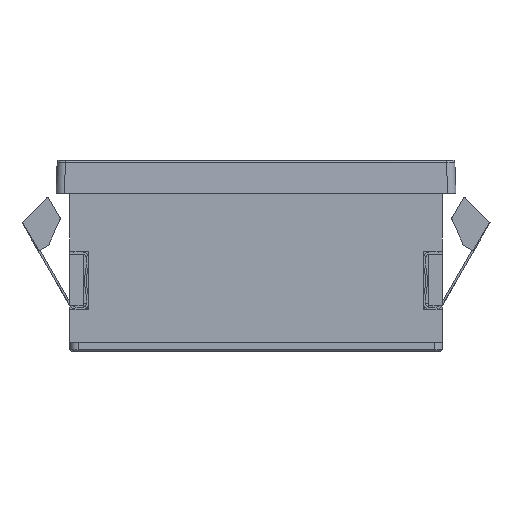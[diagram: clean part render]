
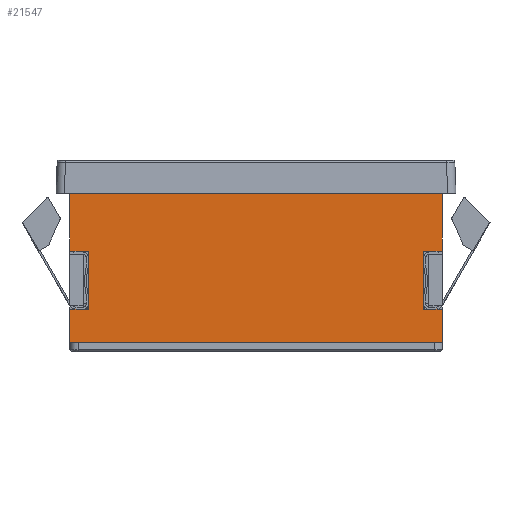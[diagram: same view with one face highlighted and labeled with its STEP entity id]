
A CAD part, left-side view. The second image highlights one B-rep face of the part: STEP entity #21547.
In plain terms, the highlighted planar face has unit normal (-1, 0, 0).
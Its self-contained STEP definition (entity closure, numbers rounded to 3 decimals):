
#416 = CARTESIAN_POINT ( 'NONE',  ( -44.7, -44.7, -20. ) ) ;
#550 = VECTOR ( 'NONE', #22651, 1000. ) ;
#1913 = DIRECTION ( 'NONE',  ( 0., -1., 0. ) ) ;
#1969 = VECTOR ( 'NONE', #14175, 1000. ) ;
#2275 = VECTOR ( 'NONE', #1913, 1000. ) ;
#3038 = VERTEX_POINT ( 'NONE', #416 ) ;
#3487 = VERTEX_POINT ( 'NONE', #21238 ) ;
#3610 = EDGE_LOOP ( 'NONE', ( #5508, #8376, #19328, #28689, #29677, #10190, #11815, #4142, #11385, #22205, #4682, #21891 ) ) ;
#4064 = EDGE_CURVE ( 'NONE', #23272, #25491, #8374, .T. ) ;
#4142 = ORIENTED_EDGE ( 'NONE', *, *, #26312, .T. ) ;
#4682 = ORIENTED_EDGE ( 'NONE', *, *, #20604, .T. ) ;
#5508 = ORIENTED_EDGE ( 'NONE', *, *, #25504, .T. ) ;
#5956 = LINE ( 'NONE', #26957, #550 ) ;
#6128 = CARTESIAN_POINT ( 'NONE',  ( -44.7, 44.7, -42. ) ) ;
#6350 = VERTEX_POINT ( 'NONE', #23520 ) ;
#6538 = CARTESIAN_POINT ( 'NONE',  ( -44.7, 44.7, -20. ) ) ;
#6974 = EDGE_CURVE ( 'NONE', #19208, #16775, #22606, .T. ) ;
#7090 = VERTEX_POINT ( 'NONE', #17307 ) ;
#7933 = VECTOR ( 'NONE', #28884, 1000. ) ;
#7983 = CARTESIAN_POINT ( 'NONE',  ( -44.7, 44.7, -42. ) ) ;
#8267 = DIRECTION ( 'NONE',  ( 0., 0., -1. ) ) ;
#8374 = LINE ( 'NONE', #12947, #2275 ) ;
#8376 = ORIENTED_EDGE ( 'NONE', *, *, #11743, .T. ) ;
#8382 = CARTESIAN_POINT ( 'NONE',  ( -44.7, -44.7, -34. ) ) ;
#8513 = VECTOR ( 'NONE', #20310, 1000. ) ;
#9172 = CARTESIAN_POINT ( 'NONE',  ( -44.7, -44.7, -42. ) ) ;
#9193 = VECTOR ( 'NONE', #15650, 1000. ) ;
#9199 = LINE ( 'NONE', #9172, #20288 ) ;
#9367 = CARTESIAN_POINT ( 'NONE',  ( -44.7, 0., -42. ) ) ;
#9378 = LINE ( 'NONE', #6128, #7933 ) ;
#9487 = VERTEX_POINT ( 'NONE', #19091 ) ;
#9515 = LINE ( 'NONE', #9367, #1969 ) ;
#9543 = LINE ( 'NONE', #22771, #27449 ) ;
#9745 = AXIS2_PLACEMENT_3D ( 'NONE', #24331, #19651, #21735 ) ;
#10190 = ORIENTED_EDGE ( 'NONE', *, *, #25484, .T. ) ;
#10390 = DIRECTION ( 'NONE',  ( 0., 0., 1. ) ) ;
#10524 = PLANE ( 'NONE',  #9745 ) ;
#10539 = LINE ( 'NONE', #7983, #28049 ) ;
#10601 = EDGE_CURVE ( 'NONE', #3487, #3038, #20313, .T. ) ;
#11104 = CARTESIAN_POINT ( 'NONE',  ( -44.7, -40.2, -42. ) ) ;
#11385 = ORIENTED_EDGE ( 'NONE', *, *, #18524, .T. ) ;
#11473 = DIRECTION ( 'NONE',  ( 0., 0., 1. ) ) ;
#11743 = EDGE_CURVE ( 'NONE', #23129, #9487, #5956, .T. ) ;
#11815 = ORIENTED_EDGE ( 'NONE', *, *, #14819, .F. ) ;
#12445 = LINE ( 'NONE', #11104, #8513 ) ;
#12516 = CARTESIAN_POINT ( 'NONE',  ( -44.7, 44.7, -20. ) ) ;
#12947 = CARTESIAN_POINT ( 'NONE',  ( -44.7, 44.7, -20. ) ) ;
#13073 = CARTESIAN_POINT ( 'NONE',  ( -44.7, 40.2, -42. ) ) ;
#14175 = DIRECTION ( 'NONE',  ( 0., -1., 0. ) ) ;
#14819 = EDGE_CURVE ( 'NONE', #7090, #20129, #9378, .T. ) ;
#15601 = VECTOR ( 'NONE', #8267, 1000. ) ;
#15650 = DIRECTION ( 'NONE',  ( 0., -1., 0. ) ) ;
#15717 = CARTESIAN_POINT ( 'NONE',  ( -44.7, -40.2, -34. ) ) ;
#15788 = VECTOR ( 'NONE', #28449, 1000. ) ;
#16775 = VERTEX_POINT ( 'NONE', #15717 ) ;
#17307 = CARTESIAN_POINT ( 'NONE',  ( -44.7, 44.7, -42. ) ) ;
#18524 = EDGE_CURVE ( 'NONE', #6350, #19208, #20456, .T. ) ;
#19091 = CARTESIAN_POINT ( 'NONE',  ( -44.7, 44.7, -6.2 ) ) ;
#19208 = VERTEX_POINT ( 'NONE', #8382 ) ;
#19328 = ORIENTED_EDGE ( 'NONE', *, *, #26783, .F. ) ;
#19651 = DIRECTION ( 'NONE',  ( -1., 0., 0. ) ) ;
#20020 = CARTESIAN_POINT ( 'NONE',  ( -44.7, 40.2, -34. ) ) ;
#20125 = CARTESIAN_POINT ( 'NONE',  ( -44.7, -44.7, -42. ) ) ;
#20129 = VERTEX_POINT ( 'NONE', #26457 ) ;
#20288 = VECTOR ( 'NONE', #11473, 1000. ) ;
#20310 = DIRECTION ( 'NONE',  ( 0., 0., 1. ) ) ;
#20313 = LINE ( 'NONE', #6538, #9193 ) ;
#20320 = DIRECTION ( 'NONE',  ( 0., 0., 1. ) ) ;
#20456 = LINE ( 'NONE', #20125, #22957 ) ;
#20604 = EDGE_CURVE ( 'NONE', #16775, #3487, #12445, .T. ) ;
#21143 = CARTESIAN_POINT ( 'NONE',  ( -44.7, -44.7, -6.2 ) ) ;
#21238 = CARTESIAN_POINT ( 'NONE',  ( -44.7, -40.2, -20. ) ) ;
#21547 = ADVANCED_FACE ( 'NONE', ( #28824 ), #10524, .T. ) ;
#21663 = LINE ( 'NONE', #13073, #15601 ) ;
#21735 = DIRECTION ( 'NONE',  ( 0., -1., 0. ) ) ;
#21891 = ORIENTED_EDGE ( 'NONE', *, *, #10601, .T. ) ;
#22205 = ORIENTED_EDGE ( 'NONE', *, *, #6974, .T. ) ;
#22375 = EDGE_CURVE ( 'NONE', #25491, #29699, #21663, .T. ) ;
#22606 = LINE ( 'NONE', #25973, #15788 ) ;
#22651 = DIRECTION ( 'NONE',  ( 0., 1., 0. ) ) ;
#22771 = CARTESIAN_POINT ( 'NONE',  ( -44.7, 44.7, -34. ) ) ;
#22957 = VECTOR ( 'NONE', #20320, 1000. ) ;
#23129 = VERTEX_POINT ( 'NONE', #21143 ) ;
#23272 = VERTEX_POINT ( 'NONE', #12516 ) ;
#23520 = CARTESIAN_POINT ( 'NONE',  ( -44.7, -44.7, -42. ) ) ;
#24331 = CARTESIAN_POINT ( 'NONE',  ( -44.7, 44.7, -42. ) ) ;
#25364 = DIRECTION ( 'NONE',  ( 0., 1., 0. ) ) ;
#25484 = EDGE_CURVE ( 'NONE', #29699, #20129, #9543, .T. ) ;
#25491 = VERTEX_POINT ( 'NONE', #29656 ) ;
#25504 = EDGE_CURVE ( 'NONE', #3038, #23129, #9199, .T. ) ;
#25973 = CARTESIAN_POINT ( 'NONE',  ( -44.7, 44.7, -34. ) ) ;
#26312 = EDGE_CURVE ( 'NONE', #7090, #6350, #9515, .T. ) ;
#26457 = CARTESIAN_POINT ( 'NONE',  ( -44.7, 44.7, -34. ) ) ;
#26783 = EDGE_CURVE ( 'NONE', #23272, #9487, #10539, .T. ) ;
#26957 = CARTESIAN_POINT ( 'NONE',  ( -44.7, 0., -6.2 ) ) ;
#27449 = VECTOR ( 'NONE', #25364, 1000. ) ;
#28049 = VECTOR ( 'NONE', #10390, 1000. ) ;
#28449 = DIRECTION ( 'NONE',  ( 0., 1., 0. ) ) ;
#28689 = ORIENTED_EDGE ( 'NONE', *, *, #4064, .T. ) ;
#28824 = FACE_OUTER_BOUND ( 'NONE', #3610, .T. ) ;
#28884 = DIRECTION ( 'NONE',  ( 0., 0., 1. ) ) ;
#29656 = CARTESIAN_POINT ( 'NONE',  ( -44.7, 40.2, -20. ) ) ;
#29677 = ORIENTED_EDGE ( 'NONE', *, *, #22375, .T. ) ;
#29699 = VERTEX_POINT ( 'NONE', #20020 ) ;
